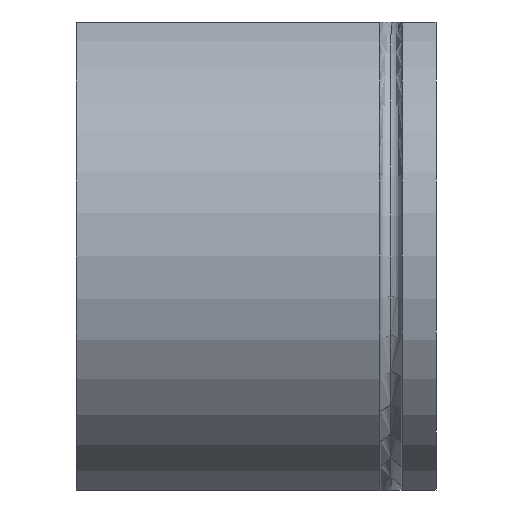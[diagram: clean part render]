
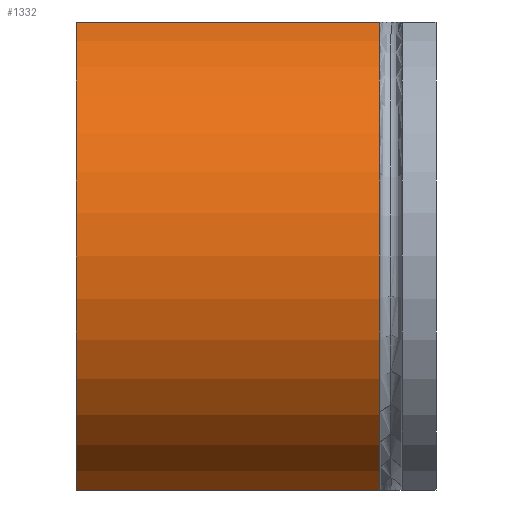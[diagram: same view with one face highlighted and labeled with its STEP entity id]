
A CAD part, front view. The second image highlights one B-rep face of the part: STEP entity #1332.
In plain terms, the highlighted cylindrical face has radius 1.422 mm (diameter 2.844 mm), a partial arc.
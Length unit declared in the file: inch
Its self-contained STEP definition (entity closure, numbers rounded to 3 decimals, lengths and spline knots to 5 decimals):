
#289 = CIRCLE ( 'NONE', #3127, 0.05599 ) ;
#362 = CYLINDRICAL_SURFACE ( 'NONE', #2128, 0.05599 ) ;
#621 = VECTOR ( 'NONE', #1611, 39.37008 ) ;
#652 = AXIS2_PLACEMENT_3D ( 'NONE', #2854, #3908, #2134 ) ;
#712 = DIRECTION ( 'NONE',  ( 1., 0., 0. ) ) ;
#908 = EDGE_CURVE ( 'NONE', #936, #3304, #1943, .T. ) ;
#914 = CARTESIAN_POINT ( 'NONE',  ( 0.0635, -0.02076, -0.052 ) ) ;
#936 = VERTEX_POINT ( 'NONE', #1266 ) ;
#993 = EDGE_CURVE ( 'NONE', #1643, #2896, #3370, .T. ) ;
#1202 = EDGE_LOOP ( 'NONE', ( #1546, #1388, #4571, #2490 ) ) ;
#1231 = EDGE_CURVE ( 'NONE', #936, #1643, #289, .T. ) ;
#1266 = CARTESIAN_POINT ( 'NONE',  ( -0.004, -0.02076, 0.052 ) ) ;
#1332 = ADVANCED_FACE ( 'NONE', ( #2472 ), #362, .T. ) ;
#1388 = ORIENTED_EDGE ( 'NONE', *, *, #2262, .T. ) ;
#1546 = ORIENTED_EDGE ( 'NONE', *, *, #993, .T. ) ;
#1611 = DIRECTION ( 'NONE',  ( 1., 0., 0. ) ) ;
#1643 = VERTEX_POINT ( 'NONE', #2328 ) ;
#1848 = CARTESIAN_POINT ( 'NONE',  ( 0.0635, -0.02076, 0.052 ) ) ;
#1943 = LINE ( 'NONE', #1971, #2219 ) ;
#1971 = CARTESIAN_POINT ( 'NONE',  ( -0.004, -0.02076, 0.052 ) ) ;
#2128 = AXIS2_PLACEMENT_3D ( 'NONE', #3919, #712, #3583 ) ;
#2134 = DIRECTION ( 'NONE',  ( 0., 0., 1. ) ) ;
#2219 = VECTOR ( 'NONE', #4116, 39.37008 ) ;
#2262 = EDGE_CURVE ( 'NONE', #2896, #3304, #4473, .T. ) ;
#2328 = CARTESIAN_POINT ( 'NONE',  ( -0.004, -0.02076, -0.052 ) ) ;
#2472 = FACE_OUTER_BOUND ( 'NONE', #1202, .T. ) ;
#2490 = ORIENTED_EDGE ( 'NONE', *, *, #1231, .T. ) ;
#2854 = CARTESIAN_POINT ( 'NONE',  ( 0.0635, 0., 0. ) ) ;
#2896 = VERTEX_POINT ( 'NONE', #914 ) ;
#2916 = DIRECTION ( 'NONE',  ( 1., 0., 0. ) ) ;
#3127 = AXIS2_PLACEMENT_3D ( 'NONE', #4639, #2916, #3650 ) ;
#3304 = VERTEX_POINT ( 'NONE', #1848 ) ;
#3370 = LINE ( 'NONE', #4401, #621 ) ;
#3583 = DIRECTION ( 'NONE',  ( 0., 0., -1. ) ) ;
#3650 = DIRECTION ( 'NONE',  ( 0., 0., -1. ) ) ;
#3908 = DIRECTION ( 'NONE',  ( -1., 0., 0. ) ) ;
#3919 = CARTESIAN_POINT ( 'NONE',  ( -0.004, 0., 0. ) ) ;
#4116 = DIRECTION ( 'NONE',  ( 1., 0., 0. ) ) ;
#4401 = CARTESIAN_POINT ( 'NONE',  ( -0.004, -0.02076, -0.052 ) ) ;
#4473 = CIRCLE ( 'NONE', #652, 0.05599 ) ;
#4571 = ORIENTED_EDGE ( 'NONE', *, *, #908, .F. ) ;
#4639 = CARTESIAN_POINT ( 'NONE',  ( -0.004, 0., 0. ) ) ;
